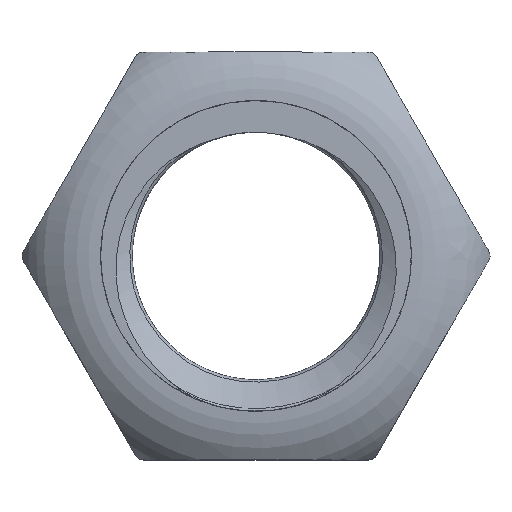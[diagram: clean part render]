
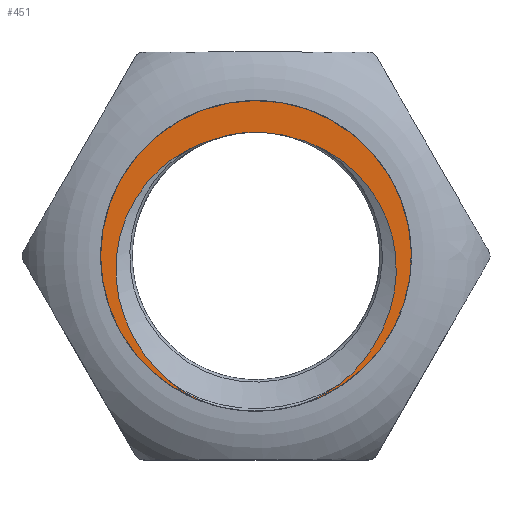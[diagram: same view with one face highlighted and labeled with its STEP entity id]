
A CAD part, top view. The second image highlights one B-rep face of the part: STEP entity #451.
In plain terms, the highlighted planar face has unit normal (0, 0, 1).
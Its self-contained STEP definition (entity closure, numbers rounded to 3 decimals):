
#28=FACE_BOUND('',#98,.T.);
#40=PLANE('',#485);
#65=FACE_OUTER_BOUND('',#97,.T.);
#97=EDGE_LOOP('',(#396));
#98=EDGE_LOOP('',(#397,#398,#399,#400,#401,#402,#403));
#114=CIRCLE('',#486,4.);
#115=CIRCLE('',#487,3.184);
#166=B_SPLINE_CURVE_WITH_KNOTS('',3,(#937,#938,#939,#940,#941,#942,#943,
#944,#945,#946),.UNSPECIFIED.,.F.,.F.,(4,3,3,4),(0.,0.333,0.696,
0.714),.UNSPECIFIED.);
#170=B_SPLINE_CURVE_WITH_KNOTS('',3,(#1070,#1071,#1072,#1073,#1074,#1075),
 .UNSPECIFIED.,.F.,.F.,(4,2,4),(0.,0.069,0.145),
 .UNSPECIFIED.);
#173=B_SPLINE_CURVE_WITH_KNOTS('',3,(#1180,#1181,#1182,#1183,#1184,#1185),
 .UNSPECIFIED.,.F.,.F.,(4,2,4),(0.,0.134,0.257),
 .UNSPECIFIED.);
#176=B_SPLINE_CURVE_WITH_KNOTS('',3,(#1327,#1328,#1329,#1330,#1331,#1332,
#1333,#1334,#1335,#1336),.UNSPECIFIED.,.F.,.F.,(4,3,3,4),(0.,0.058,
0.099,0.115),.UNSPECIFIED.);
#180=B_SPLINE_CURVE_WITH_KNOTS('',3,(#1473,#1474,#1475,#1476,#1477,#1478,
#1479,#1480,#1481,#1482),.UNSPECIFIED.,.F.,.F.,(4,3,3,4),(0.,0.367,
0.702,0.717),.UNSPECIFIED.);
#182=B_SPLINE_CURVE_WITH_KNOTS('',3,(#1610,#1611,#1612,#1613,#1614,#1615,
#1616,#1617,#1618,#1619),.UNSPECIFIED.,.F.,.F.,(4,3,3,4),(0.011,
0.107,0.166,0.205),.UNSPECIFIED.);
#213=VERTEX_POINT('',#935);
#214=VERTEX_POINT('',#936);
#217=VERTEX_POINT('',#1069);
#219=VERTEX_POINT('',#1179);
#221=VERTEX_POINT('',#1325);
#222=VERTEX_POINT('',#1326);
#225=VERTEX_POINT('',#1609);
#227=VERTEX_POINT('',#1708);
#269=EDGE_CURVE('',#213,#214,#166,.T.);
#273=EDGE_CURVE('',#214,#217,#170,.T.);
#276=EDGE_CURVE('',#217,#219,#173,.T.);
#279=EDGE_CURVE('',#221,#222,#176,.T.);
#283=EDGE_CURVE('',#219,#221,#180,.T.);
#285=EDGE_CURVE('',#225,#213,#182,.T.);
#288=EDGE_CURVE('',#227,#227,#114,.T.);
#289=EDGE_CURVE('',#222,#225,#115,.T.);
#396=ORIENTED_EDGE('',*,*,#288,.F.);
#397=ORIENTED_EDGE('',*,*,#285,.T.);
#398=ORIENTED_EDGE('',*,*,#269,.T.);
#399=ORIENTED_EDGE('',*,*,#273,.T.);
#400=ORIENTED_EDGE('',*,*,#276,.T.);
#401=ORIENTED_EDGE('',*,*,#283,.T.);
#402=ORIENTED_EDGE('',*,*,#279,.T.);
#403=ORIENTED_EDGE('',*,*,#289,.T.);
#451=ADVANCED_FACE('',(#65,#28),#40,.T.);
#485=AXIS2_PLACEMENT_3D('',#1707,#567,#568);
#486=AXIS2_PLACEMENT_3D('',#1709,#569,#570);
#487=AXIS2_PLACEMENT_3D('',#1710,#571,#572);
#567=DIRECTION('center_axis',(0.,0.,1.));
#568=DIRECTION('ref_axis',(1.,0.,0.));
#569=DIRECTION('center_axis',(0.,0.,-1.));
#570=DIRECTION('ref_axis',(1.,0.,0.));
#571=DIRECTION('center_axis',(0.,0.,-1.));
#572=DIRECTION('ref_axis',(1.,0.,0.));
#935=CARTESIAN_POINT('',(1.783,2.718,2.3));
#936=CARTESIAN_POINT('',(2.168,-3.288,2.3));
#937=CARTESIAN_POINT('Ctrl Pts',(1.783,2.718,2.3));
#938=CARTESIAN_POINT('Ctrl Pts',(2.769,2.211,2.3));
#939=CARTESIAN_POINT('Ctrl Pts',(3.456,1.178,2.3));
#940=CARTESIAN_POINT('Ctrl Pts',(3.588,0.086,2.3));
#941=CARTESIAN_POINT('Ctrl Pts',(3.732,-1.107,2.3));
#942=CARTESIAN_POINT('Ctrl Pts',(3.219,-2.378,2.3));
#943=CARTESIAN_POINT('Ctrl Pts',(2.306,-3.174,2.3));
#944=CARTESIAN_POINT('Ctrl Pts',(2.261,-3.213,2.3));
#945=CARTESIAN_POINT('Ctrl Pts',(2.215,-3.252,2.3));
#946=CARTESIAN_POINT('Ctrl Pts',(2.168,-3.289,2.3));
#1069=CARTESIAN_POINT('',(0.007,-3.996,2.3));
#1070=CARTESIAN_POINT('Ctrl Pts',(2.165,-3.284,2.3));
#1071=CARTESIAN_POINT('Ctrl Pts',(1.983,-3.428,2.3));
#1072=CARTESIAN_POINT('Ctrl Pts',(1.699,-3.611,2.3));
#1073=CARTESIAN_POINT('Ctrl Pts',(0.903,-3.917,2.3));
#1074=CARTESIAN_POINT('Ctrl Pts',(0.458,-3.999,2.3));
#1075=CARTESIAN_POINT('Ctrl Pts',(0.011,-4.,2.3));
#1179=CARTESIAN_POINT('',(-2.148,-3.29,2.3));
#1180=CARTESIAN_POINT('Ctrl Pts',(0.011,-4.,2.3));
#1181=CARTESIAN_POINT('Ctrl Pts',(-0.436,-4.001,
2.3));
#1182=CARTESIAN_POINT('Ctrl Pts',(-0.881,-3.922,
2.3));
#1183=CARTESIAN_POINT('Ctrl Pts',(-1.68,-3.62,2.3));
#1184=CARTESIAN_POINT('Ctrl Pts',(-1.965,-3.438,2.3));
#1185=CARTESIAN_POINT('Ctrl Pts',(-2.147,-3.295,2.3));
#1325=CARTESIAN_POINT('',(-1.798,2.709,2.3));
#1326=CARTESIAN_POINT('',(-0.126,3.182,2.3));
#1327=CARTESIAN_POINT('Ctrl Pts',(-1.798,2.709,2.3));
#1328=CARTESIAN_POINT('Ctrl Pts',(-1.627,2.797,2.3));
#1329=CARTESIAN_POINT('Ctrl Pts',(-1.383,2.919,2.3));
#1330=CARTESIAN_POINT('Ctrl Pts',(-1.07,3.018,2.3));
#1331=CARTESIAN_POINT('Ctrl Pts',(-0.845,3.089,2.3));
#1332=CARTESIAN_POINT('Ctrl Pts',(-0.616,3.138,2.3));
#1333=CARTESIAN_POINT('Ctrl Pts',(-0.384,3.163,2.3));
#1334=CARTESIAN_POINT('Ctrl Pts',(-0.298,3.173,2.3));
#1335=CARTESIAN_POINT('Ctrl Pts',(-0.212,3.179,2.3));
#1336=CARTESIAN_POINT('Ctrl Pts',(-0.126,3.182,2.3));
#1473=CARTESIAN_POINT('Ctrl Pts',(-2.147,-3.295,2.3));
#1474=CARTESIAN_POINT('Ctrl Pts',(-3.11,-2.54,2.3));
#1475=CARTESIAN_POINT('Ctrl Pts',(-3.687,-1.304,2.3));
#1476=CARTESIAN_POINT('Ctrl Pts',(-3.603,-0.098,
2.3));
#1477=CARTESIAN_POINT('Ctrl Pts',(-3.527,1.003,2.3));
#1478=CARTESIAN_POINT('Ctrl Pts',(-2.89,2.084,2.3));
#1479=CARTESIAN_POINT('Ctrl Pts',(-1.931,2.641,2.3));
#1480=CARTESIAN_POINT('Ctrl Pts',(-1.889,2.666,2.3));
#1481=CARTESIAN_POINT('Ctrl Pts',(-1.845,2.69,2.3));
#1482=CARTESIAN_POINT('Ctrl Pts',(-1.801,2.712,2.3));
#1609=CARTESIAN_POINT('',(0.109,3.182,2.3));
#1610=CARTESIAN_POINT('Ctrl Pts',(0.109,3.182,2.3));
#1611=CARTESIAN_POINT('Ctrl Pts',(0.429,3.172,2.3));
#1612=CARTESIAN_POINT('Ctrl Pts',(0.745,3.119,2.3));
#1613=CARTESIAN_POINT('Ctrl Pts',(1.053,3.024,2.3));
#1614=CARTESIAN_POINT('Ctrl Pts',(1.243,2.965,2.3));
#1615=CARTESIAN_POINT('Ctrl Pts',(1.408,2.898,2.3));
#1616=CARTESIAN_POINT('Ctrl Pts',(1.546,2.834,2.3));
#1617=CARTESIAN_POINT('Ctrl Pts',(1.637,2.793,2.3));
#1618=CARTESIAN_POINT('Ctrl Pts',(1.716,2.753,2.3));
#1619=CARTESIAN_POINT('Ctrl Pts',(1.783,2.718,2.3));
#1707=CARTESIAN_POINT('Origin',(0.,4.,2.3));
#1708=CARTESIAN_POINT('',(0.,4.,2.3));
#1709=CARTESIAN_POINT('Origin',(0.,0.,2.3));
#1710=CARTESIAN_POINT('Origin',(0.,0.,2.3));
